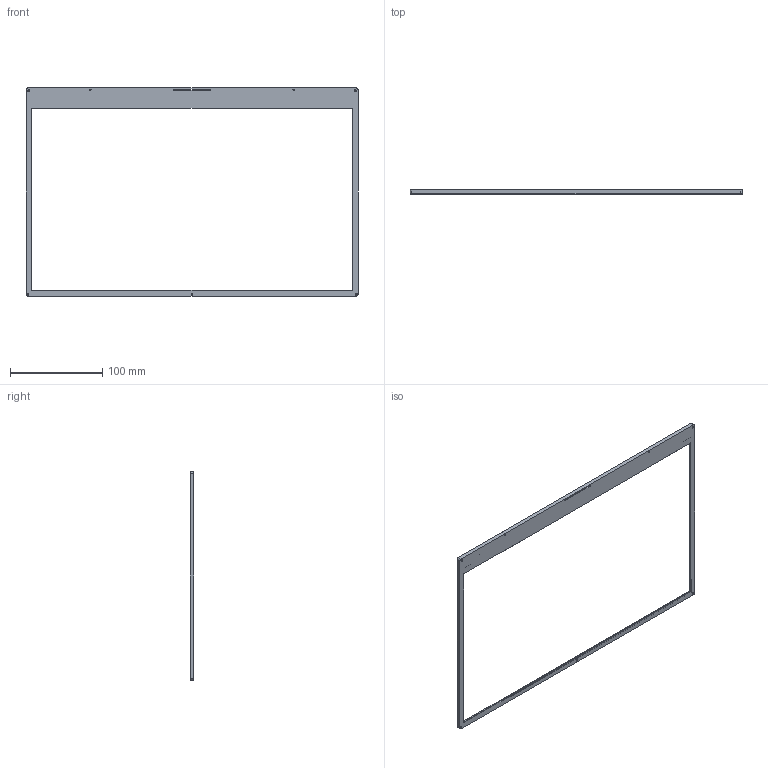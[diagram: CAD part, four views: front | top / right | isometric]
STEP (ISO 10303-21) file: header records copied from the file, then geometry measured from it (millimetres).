
FILE_DESCRIPTION (( 'STEP AP214' ), '1' );
FILE_NAME ('錨璃22.STEP', '2022-07-27T06:15:22', ( '' ), ( '' ), 'SwSTEP 2.0', 'SolidWorks 2022', '' );
FILE_SCHEMA (( 'AUTOMOTIVE_DESIGN' ));
Length unit declared in the file: millimetre
Products named in the file (1): 錨璃22
Bounding box: 359 x 4 x 225 mm (x, y, z)
Volume: 27653.3 mm3; surface area: 34295.2 mm2
Topology: 1 solids, 1 shells, 67 faces, 170 edges, 106 vertices
Faces by surface type: plane 23, cone 22, cylinder 22
Entity records: 2238 total; most frequent: DIRECTION 372, CARTESIAN_POINT 344, ORIENTED_EDGE 340, EDGE_CURVE 170, AXIS2_PLACEMENT_3D 134, VERTEX_POINT 106, VECTOR 104, LINE 104
